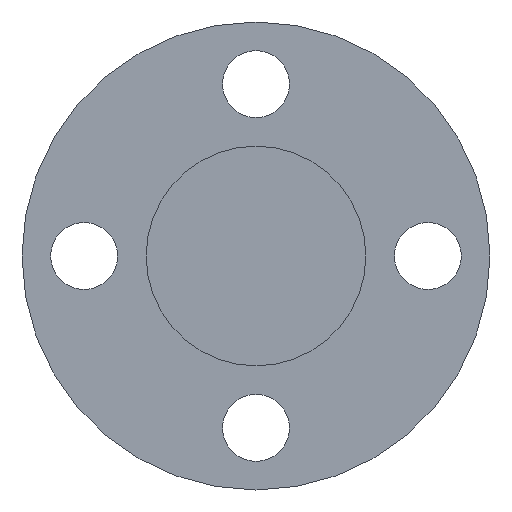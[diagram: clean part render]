
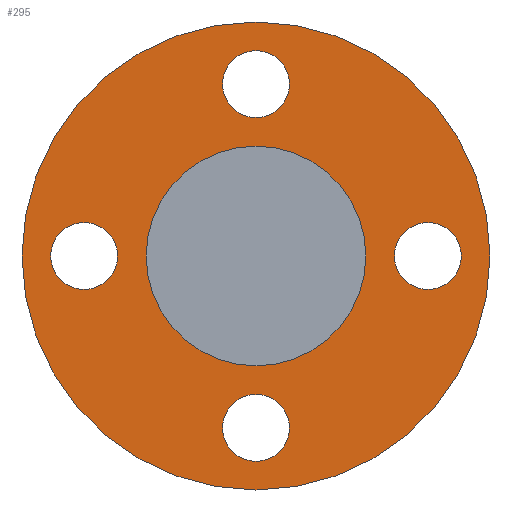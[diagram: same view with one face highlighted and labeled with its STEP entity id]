
A CAD part, left-side view. The second image highlights one B-rep face of the part: STEP entity #295.
In plain terms, the highlighted planar face has unit normal (-1, 0, 0).
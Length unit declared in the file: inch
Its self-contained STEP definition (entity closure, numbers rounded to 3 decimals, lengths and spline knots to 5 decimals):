
#2 = VERTEX_POINT ( 'NONE', #479 ) ;
#28 = DIRECTION ( 'NONE',  ( 0., 0., 1. ) ) ;
#34 = FACE_BOUND ( 'NONE', #203, .T. ) ;
#40 = VERTEX_POINT ( 'NONE', #113 ) ;
#41 = DIRECTION ( 'NONE',  ( -1., 0., 0. ) ) ;
#44 = AXIS2_PLACEMENT_3D ( 'NONE', #448, #208, #112 ) ;
#46 = EDGE_CURVE ( 'NONE', #217, #111, #376, .T. ) ;
#53 = FACE_BOUND ( 'NONE', #136, .T. ) ;
#55 = DIRECTION ( 'NONE',  ( -1., 0., 0. ) ) ;
#73 = CARTESIAN_POINT ( 'NONE',  ( 0.0625, 0., 0. ) ) ;
#75 = ORIENTED_EDGE ( 'NONE', *, *, #137, .F. ) ;
#76 = DIRECTION ( 'NONE',  ( -1., 0., 0. ) ) ;
#85 = CARTESIAN_POINT ( 'NONE',  ( 0.0625, 2.25, 0. ) ) ;
#92 = DIRECTION ( 'NONE',  ( 0., -1., 0. ) ) ;
#99 = DIRECTION ( 'NONE',  ( 0., 0., 1. ) ) ;
#102 = EDGE_CURVE ( 'NONE', #305, #40, #274, .T. ) ;
#103 = CARTESIAN_POINT ( 'NONE',  ( 0.0625, 0., 0. ) ) ;
#105 = AXIS2_PLACEMENT_3D ( 'NONE', #325, #76, #252 ) ;
#109 = EDGE_CURVE ( 'NONE', #242, #264, #513, .T. ) ;
#111 = VERTEX_POINT ( 'NONE', #396 ) ;
#112 = DIRECTION ( 'NONE',  ( 0., 0., -1. ) ) ;
#113 = CARTESIAN_POINT ( 'NONE',  ( 0.0625, 0., 1.4375 ) ) ;
#117 = AXIS2_PLACEMENT_3D ( 'NONE', #508, #174, #134 ) ;
#132 = VERTEX_POINT ( 'NONE', #150 ) ;
#134 = DIRECTION ( 'NONE',  ( 0., 0., 1. ) ) ;
#136 = EDGE_LOOP ( 'NONE', ( #75, #290 ) ) ;
#137 = EDGE_CURVE ( 'NONE', #40, #305, #465, .T. ) ;
#140 = ORIENTED_EDGE ( 'NONE', *, *, #497, .T. ) ;
#144 = DIRECTION ( 'NONE',  ( -1., 0., 0. ) ) ;
#145 = EDGE_CURVE ( 'NONE', #403, #2, #431, .T. ) ;
#150 = CARTESIAN_POINT ( 'NONE',  ( 0.0625, 2.25, -0.4375 ) ) ;
#155 = EDGE_LOOP ( 'NONE', ( #507, #460 ) ) ;
#157 = DIRECTION ( 'NONE',  ( 0., 0., -1. ) ) ;
#161 = CARTESIAN_POINT ( 'NONE',  ( 0.0625, 0., 2.6875 ) ) ;
#174 = DIRECTION ( 'NONE',  ( -1., 0., 0. ) ) ;
#192 = CIRCLE ( 'NONE', #330, 0.4375 ) ;
#193 = DIRECTION ( 'NONE',  ( 0., 1., 0. ) ) ;
#196 = DIRECTION ( 'NONE',  ( -1., 0., 0. ) ) ;
#203 = EDGE_LOOP ( 'NONE', ( #216, #335 ) ) ;
#206 = CARTESIAN_POINT ( 'NONE',  ( 0.0625, 0., 1.8125 ) ) ;
#208 = DIRECTION ( 'NONE',  ( -1., 0., 0. ) ) ;
#209 = EDGE_CURVE ( 'NONE', #257, #471, #340, .T. ) ;
#216 = ORIENTED_EDGE ( 'NONE', *, *, #209, .F. ) ;
#217 = VERTEX_POINT ( 'NONE', #371 ) ;
#218 = AXIS2_PLACEMENT_3D ( 'NONE', #308, #478, #278 ) ;
#226 = EDGE_LOOP ( 'NONE', ( #372, #258 ) ) ;
#228 = AXIS2_PLACEMENT_3D ( 'NONE', #525, #360, #157 ) ;
#229 = AXIS2_PLACEMENT_3D ( 'NONE', #103, #144, #99 ) ;
#230 = CIRCLE ( 'NONE', #369, 0.4375 ) ;
#231 = CARTESIAN_POINT ( 'NONE',  ( 0.0625, 0., -1.4375 ) ) ;
#232 = DIRECTION ( 'NONE',  ( 0., 1., 0. ) ) ;
#237 = DIRECTION ( 'NONE',  ( 0., 0., 1. ) ) ;
#240 = EDGE_LOOP ( 'NONE', ( #540, #294 ) ) ;
#242 = VERTEX_POINT ( 'NONE', #161 ) ;
#246 = DIRECTION ( 'NONE',  ( 0., -1., 0. ) ) ;
#251 = FACE_BOUND ( 'NONE', #240, .T. ) ;
#252 = DIRECTION ( 'NONE',  ( 0., 0., 1. ) ) ;
#255 = ORIENTED_EDGE ( 'NONE', *, *, #46, .T. ) ;
#257 = VERTEX_POINT ( 'NONE', #287 ) ;
#258 = ORIENTED_EDGE ( 'NONE', *, *, #476, .F. ) ;
#264 = VERTEX_POINT ( 'NONE', #206 ) ;
#271 = CARTESIAN_POINT ( 'NONE',  ( 0.0625, 0., 0. ) ) ;
#274 = CIRCLE ( 'NONE', #281, 1.4375 ) ;
#278 = DIRECTION ( 'NONE',  ( 0., 0., 1. ) ) ;
#281 = AXIS2_PLACEMENT_3D ( 'NONE', #271, #196, #237 ) ;
#283 = CIRCLE ( 'NONE', #356, 3.0625 ) ;
#287 = CARTESIAN_POINT ( 'NONE',  ( 0.0625, 0., -1.8125 ) ) ;
#290 = ORIENTED_EDGE ( 'NONE', *, *, #102, .F. ) ;
#294 = ORIENTED_EDGE ( 'NONE', *, *, #483, .F. ) ;
#295 = ADVANCED_FACE ( 'NONE', ( #251, #373, #414, #34, #545, #53 ), #518, .T. ) ;
#297 = AXIS2_PLACEMENT_3D ( 'NONE', #436, #482, #193 ) ;
#298 = CIRCLE ( 'NONE', #44, 0.4375 ) ;
#305 = VERTEX_POINT ( 'NONE', #231 ) ;
#308 = CARTESIAN_POINT ( 'NONE',  ( 0.0625, 0., 0. ) ) ;
#320 = CARTESIAN_POINT ( 'NONE',  ( 0.0625, 0., -2.6875 ) ) ;
#325 = CARTESIAN_POINT ( 'NONE',  ( 0.0625, 0., -2.25 ) ) ;
#330 = AXIS2_PLACEMENT_3D ( 'NONE', #430, #55, #232 ) ;
#332 = EDGE_CURVE ( 'NONE', #503, #132, #230, .T. ) ;
#335 = ORIENTED_EDGE ( 'NONE', *, *, #378, .F. ) ;
#340 = CIRCLE ( 'NONE', #105, 0.4375 ) ;
#341 = AXIS2_PLACEMENT_3D ( 'NONE', #458, #512, #505 ) ;
#356 = AXIS2_PLACEMENT_3D ( 'NONE', #73, #366, #28 ) ;
#360 = DIRECTION ( 'NONE',  ( -1., 0., 0. ) ) ;
#366 = DIRECTION ( 'NONE',  ( -1., 0., 0. ) ) ;
#369 = AXIS2_PLACEMENT_3D ( 'NONE', #85, #41, #92 ) ;
#371 = CARTESIAN_POINT ( 'NONE',  ( 0.0625, 0., 3.0625 ) ) ;
#372 = ORIENTED_EDGE ( 'NONE', *, *, #109, .F. ) ;
#373 = FACE_BOUND ( 'NONE', #226, .T. ) ;
#376 = CIRCLE ( 'NONE', #218, 3.0625 ) ;
#378 = EDGE_CURVE ( 'NONE', #471, #257, #466, .T. ) ;
#396 = CARTESIAN_POINT ( 'NONE',  ( 0.0625, 0., -3.0625 ) ) ;
#401 = CARTESIAN_POINT ( 'NONE',  ( 0.0625, -2.6875, 0. ) ) ;
#403 = VERTEX_POINT ( 'NONE', #401 ) ;
#413 = EDGE_LOOP ( 'NONE', ( #255, #140 ) ) ;
#414 = FACE_BOUND ( 'NONE', #155, .T. ) ;
#424 = CIRCLE ( 'NONE', #514, 0.4375 ) ;
#430 = CARTESIAN_POINT ( 'NONE',  ( 0.0625, -2.25, 0. ) ) ;
#431 = CIRCLE ( 'NONE', #297, 0.4375 ) ;
#436 = CARTESIAN_POINT ( 'NONE',  ( 0.0625, -2.25, 0. ) ) ;
#443 = CARTESIAN_POINT ( 'NONE',  ( 0.0625, 2.25, 0. ) ) ;
#448 = CARTESIAN_POINT ( 'NONE',  ( 0.0625, 0., 2.25 ) ) ;
#458 = CARTESIAN_POINT ( 'NONE',  ( 0.0625, 0., 0. ) ) ;
#460 = ORIENTED_EDGE ( 'NONE', *, *, #504, .F. ) ;
#465 = CIRCLE ( 'NONE', #229, 1.4375 ) ;
#466 = CIRCLE ( 'NONE', #117, 0.4375 ) ;
#471 = VERTEX_POINT ( 'NONE', #320 ) ;
#476 = EDGE_CURVE ( 'NONE', #264, #242, #298, .T. ) ;
#478 = DIRECTION ( 'NONE',  ( -1., 0., 0. ) ) ;
#479 = CARTESIAN_POINT ( 'NONE',  ( 0.0625, -1.8125, 0. ) ) ;
#482 = DIRECTION ( 'NONE',  ( -1., 0., 0. ) ) ;
#483 = EDGE_CURVE ( 'NONE', #132, #503, #424, .T. ) ;
#489 = DIRECTION ( 'NONE',  ( -1., 0., 0. ) ) ;
#497 = EDGE_CURVE ( 'NONE', #111, #217, #283, .T. ) ;
#503 = VERTEX_POINT ( 'NONE', #509 ) ;
#504 = EDGE_CURVE ( 'NONE', #2, #403, #192, .T. ) ;
#505 = DIRECTION ( 'NONE',  ( 0., 0., 1. ) ) ;
#507 = ORIENTED_EDGE ( 'NONE', *, *, #145, .F. ) ;
#508 = CARTESIAN_POINT ( 'NONE',  ( 0.0625, 0., -2.25 ) ) ;
#509 = CARTESIAN_POINT ( 'NONE',  ( 0.0625, 2.25, 0.4375 ) ) ;
#512 = DIRECTION ( 'NONE',  ( -1., 0., 0. ) ) ;
#513 = CIRCLE ( 'NONE', #228, 0.4375 ) ;
#514 = AXIS2_PLACEMENT_3D ( 'NONE', #443, #489, #246 ) ;
#518 = PLANE ( 'NONE',  #341 ) ;
#525 = CARTESIAN_POINT ( 'NONE',  ( 0.0625, 0., 2.25 ) ) ;
#540 = ORIENTED_EDGE ( 'NONE', *, *, #332, .F. ) ;
#545 = FACE_OUTER_BOUND ( 'NONE', #413, .T. ) ;
